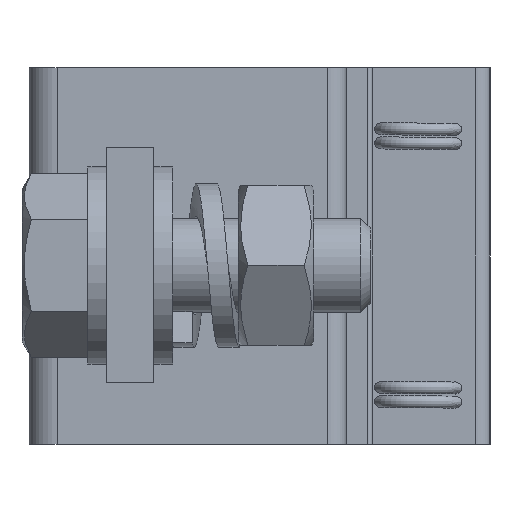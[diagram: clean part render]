
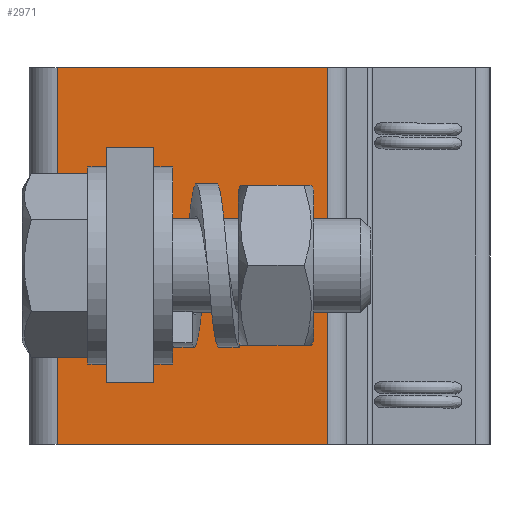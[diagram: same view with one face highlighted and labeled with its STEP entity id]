
A CAD part, left-side view. The second image highlights one B-rep face of the part: STEP entity #2971.
In plain terms, the highlighted planar face has unit normal (-1, 0, 0).
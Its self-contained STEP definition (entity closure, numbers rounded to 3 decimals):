
#131=LINE('',#4317,#310);
#142=LINE('',#4918,#321);
#145=LINE('',#4926,#324);
#148=LINE('',#4932,#327);
#151=LINE('',#4940,#330);
#202=LINE('',#5430,#381);
#218=LINE('',#5461,#397);
#245=LINE('',#5518,#424);
#310=VECTOR('',#3221,1000.);
#321=VECTOR('',#3244,1000.);
#324=VECTOR('',#3251,1000.);
#327=VECTOR('',#3256,1000.);
#330=VECTOR('',#3263,1000.);
#381=VECTOR('',#3426,1000.);
#397=VECTOR('',#3470,1000.);
#424=VECTOR('',#3525,1000.);
#523=PLANE('',#3129);
#907=ORIENTED_EDGE('',*,*,#1185,.F.);
#908=ORIENTED_EDGE('',*,*,#1192,.T.);
#909=ORIENTED_EDGE('',*,*,#1196,.T.);
#910=ORIENTED_EDGE('',*,*,#1189,.T.);
#911=ORIENTED_EDGE('',*,*,#1312,.T.);
#912=ORIENTED_EDGE('',*,*,#1295,.T.);
#913=ORIENTED_EDGE('',*,*,#1341,.F.);
#914=ORIENTED_EDGE('',*,*,#1165,.F.);
#1165=EDGE_CURVE('',#1458,#1459,#131,.T.);
#1185=EDGE_CURVE('',#1477,#1479,#142,.T.);
#1189=EDGE_CURVE('',#1482,#1479,#145,.T.);
#1192=EDGE_CURVE('',#1477,#1484,#148,.T.);
#1196=EDGE_CURVE('',#1484,#1482,#151,.T.);
#1295=EDGE_CURVE('',#1565,#1564,#202,.T.);
#1312=EDGE_CURVE('',#1458,#1565,#218,.T.);
#1341=EDGE_CURVE('',#1459,#1564,#245,.T.);
#1458=VERTEX_POINT('',#4316);
#1459=VERTEX_POINT('',#4318);
#1477=VERTEX_POINT('',#4916);
#1479=VERTEX_POINT('',#4919);
#1482=VERTEX_POINT('',#4927);
#1484=VERTEX_POINT('',#4933);
#1564=VERTEX_POINT('',#5429);
#1565=VERTEX_POINT('',#5431);
#1794=EDGE_LOOP('',(#907,#908,#909,#910));
#1795=EDGE_LOOP('',(#911,#912,#913,#914));
#1963=FACE_BOUND('',#1794,.T.);
#1964=FACE_BOUND('',#1795,.T.);
#2971=ADVANCED_FACE('',(#1963,#1964),#523,.F.);
#3129=AXIS2_PLACEMENT_3D('',#5517,#3523,#3524);
#3221=DIRECTION('',(0.,-1.,0.));
#3244=DIRECTION('',(0.,0.,1.));
#3251=DIRECTION('',(0.,-1.,0.));
#3256=DIRECTION('',(0.,1.,0.));
#3263=DIRECTION('',(0.,0.,1.));
#3426=DIRECTION('',(0.,-1.,0.));
#3470=DIRECTION('',(0.,0.,-1.));
#3523=DIRECTION('',(1.,0.,0.));
#3524=DIRECTION('',(0.,1.,0.));
#3525=DIRECTION('',(0.,0.,-1.));
#4316=CARTESIAN_POINT('',(-20.,22.5,36.));
#4317=CARTESIAN_POINT('',(-20.,22.5,36.));
#4318=CARTESIAN_POINT('',(-20.,-6.25,36.));
#4916=CARTESIAN_POINT('',(-20.,12.25,2.5));
#4918=CARTESIAN_POINT('',(-20.,12.25,15.));
#4919=CARTESIAN_POINT('',(-20.,12.25,27.5));
#4926=CARTESIAN_POINT('',(-20.,12.25,27.5));
#4927=CARTESIAN_POINT('',(-20.,17.25,27.5));
#4932=CARTESIAN_POINT('',(-20.,12.25,2.5));
#4933=CARTESIAN_POINT('',(-20.,17.25,2.5));
#4940=CARTESIAN_POINT('',(-20.,17.25,15.));
#5429=CARTESIAN_POINT('',(-20.,-6.25,-4.));
#5430=CARTESIAN_POINT('',(-20.,22.5,-4.));
#5431=CARTESIAN_POINT('',(-20.,22.5,-4.));
#5461=CARTESIAN_POINT('',(-20.,22.5,34.));
#5517=CARTESIAN_POINT('',(-20.,22.5,34.));
#5518=CARTESIAN_POINT('',(-20.,-6.25,34.));
